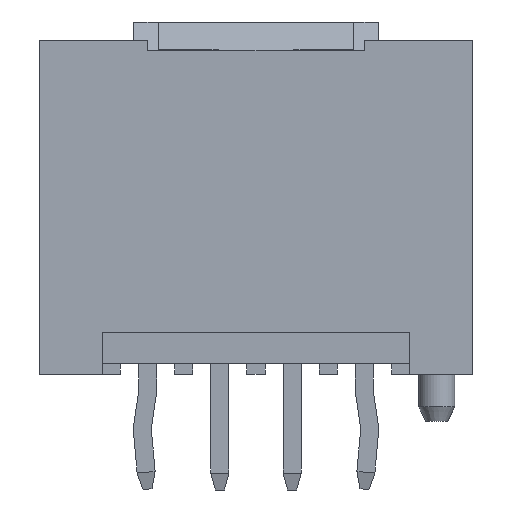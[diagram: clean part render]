
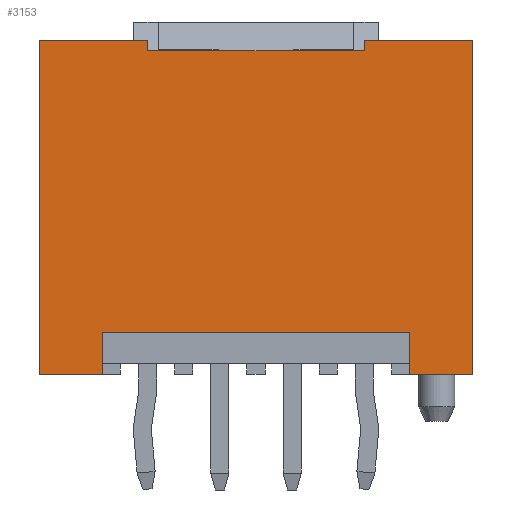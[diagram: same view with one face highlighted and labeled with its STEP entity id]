
A CAD part, front view. The second image highlights one B-rep face of the part: STEP entity #3153.
In plain terms, the highlighted planar face has unit normal (0, -1, 0).
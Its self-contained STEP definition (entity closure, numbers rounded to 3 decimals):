
#33=DIRECTION('',(0.,0.,-1.));
#34=VECTOR('',#33,9.25);
#35=CARTESIAN_POINT('',(-6.,-2.9,9.25));
#36=LINE('',#35,#34);
#261=DIRECTION('',(1.,0.,0.));
#262=VECTOR('',#261,6.);
#263=CARTESIAN_POINT('',(-3.,-2.9,8.95));
#264=LINE('',#263,#262);
#265=DIRECTION('',(0.,0.,-1.));
#266=VECTOR('',#265,0.3);
#267=CARTESIAN_POINT('',(3.,-2.9,9.25));
#268=LINE('',#267,#266);
#269=DIRECTION('',(1.,0.,0.));
#270=VECTOR('',#269,3.);
#271=CARTESIAN_POINT('',(3.,-2.9,9.25));
#272=LINE('',#271,#270);
#273=DIRECTION('',(0.,0.,-1.));
#274=VECTOR('',#273,1.15);
#275=CARTESIAN_POINT('',(4.25,-2.9,1.15));
#276=LINE('',#275,#274);
#277=DIRECTION('',(1.,0.,0.));
#278=VECTOR('',#277,8.5);
#279=CARTESIAN_POINT('',(-4.25,-2.9,1.15));
#280=LINE('',#279,#278);
#281=DIRECTION('',(0.,0.,-1.));
#282=VECTOR('',#281,1.15);
#283=CARTESIAN_POINT('',(-4.25,-2.9,1.15));
#284=LINE('',#283,#282);
#285=DIRECTION('',(1.,0.,0.));
#286=VECTOR('',#285,3.);
#287=CARTESIAN_POINT('',(-6.,-2.9,9.25));
#288=LINE('',#287,#286);
#289=DIRECTION('',(0.,0.,-1.));
#290=VECTOR('',#289,0.3);
#291=CARTESIAN_POINT('',(-3.,-2.9,9.25));
#292=LINE('',#291,#290);
#1070=DIRECTION('',(1.,0.,0.));
#1071=VECTOR('',#1070,1.75);
#1072=CARTESIAN_POINT('',(-6.,-2.9,0.));
#1073=LINE('',#1072,#1071);
#1078=DIRECTION('',(1.,0.,0.));
#1079=VECTOR('',#1078,1.75);
#1080=CARTESIAN_POINT('',(4.25,-2.9,0.));
#1081=LINE('',#1080,#1079);
#1168=DIRECTION('',(0.,0.,-1.));
#1169=VECTOR('',#1168,9.25);
#1170=CARTESIAN_POINT('',(6.,-2.9,9.25));
#1171=LINE('',#1170,#1169);
#2193=CARTESIAN_POINT('',(-6.,-2.9,9.25));
#2194=VERTEX_POINT('',#2193);
#2195=CARTESIAN_POINT('',(-6.,-2.9,0.));
#2196=VERTEX_POINT('',#2195);
#2209=CARTESIAN_POINT('',(6.,-2.9,9.25));
#2210=VERTEX_POINT('',#2209);
#2211=CARTESIAN_POINT('',(6.,-2.9,0.));
#2212=VERTEX_POINT('',#2211);
#2267=CARTESIAN_POINT('',(-4.25,-2.9,1.15));
#2268=CARTESIAN_POINT('',(-4.25,-2.9,0.));
#2269=VERTEX_POINT('',#2267);
#2270=VERTEX_POINT('',#2268);
#2271=CARTESIAN_POINT('',(4.25,-2.9,1.15));
#2272=CARTESIAN_POINT('',(4.25,-2.9,0.));
#2273=VERTEX_POINT('',#2271);
#2274=VERTEX_POINT('',#2272);
#2527=CARTESIAN_POINT('',(-3.,-2.9,8.95));
#2528=CARTESIAN_POINT('',(3.,-2.9,8.95));
#2529=VERTEX_POINT('',#2527);
#2530=VERTEX_POINT('',#2528);
#2531=CARTESIAN_POINT('',(3.,-2.9,9.25));
#2532=VERTEX_POINT('',#2531);
#2533=CARTESIAN_POINT('',(-3.,-2.9,9.25));
#2534=VERTEX_POINT('',#2533);
#3124=CARTESIAN_POINT('',(-6.,-2.9,9.25));
#3125=DIRECTION('',(0.,-1.,0.));
#3126=DIRECTION('',(0.,0.,-1.));
#3127=AXIS2_PLACEMENT_3D('',#3124,#3125,#3126);
#3128=PLANE('',#3127);
#3130=ORIENTED_EDGE('',*,*,#3129,.T.);
#3132=ORIENTED_EDGE('',*,*,#3131,.F.);
#3134=ORIENTED_EDGE('',*,*,#3133,.T.);
#3136=ORIENTED_EDGE('',*,*,#3135,.T.);
#3138=ORIENTED_EDGE('',*,*,#3137,.F.);
#3139=ORIENTED_EDGE('',*,*,#3093,.F.);
#3141=ORIENTED_EDGE('',*,*,#3140,.F.);
#3143=ORIENTED_EDGE('',*,*,#3142,.T.);
#3145=ORIENTED_EDGE('',*,*,#3144,.F.);
#3146=ORIENTED_EDGE('',*,*,#2904,.F.);
#3148=ORIENTED_EDGE('',*,*,#3147,.T.);
#3150=ORIENTED_EDGE('',*,*,#3149,.T.);
#3151=EDGE_LOOP('',(#3130,#3132,#3134,#3136,#3138,#3139,#3141,#3143,#3145,#3146,
#3148,#3150));
#3152=FACE_OUTER_BOUND('',#3151,.F.);
#3153=ADVANCED_FACE('',(#3152),#3128,.T.);
#2904=EDGE_CURVE('',#2194,#2196,#36,.T.);
#3093=EDGE_CURVE('',#2273,#2274,#276,.T.);
#3129=EDGE_CURVE('',#2529,#2530,#264,.T.);
#3131=EDGE_CURVE('',#2532,#2530,#268,.T.);
#3133=EDGE_CURVE('',#2532,#2210,#272,.T.);
#3135=EDGE_CURVE('',#2210,#2212,#1171,.T.);
#3137=EDGE_CURVE('',#2274,#2212,#1081,.T.);
#3140=EDGE_CURVE('',#2269,#2273,#280,.T.);
#3142=EDGE_CURVE('',#2269,#2270,#284,.T.);
#3144=EDGE_CURVE('',#2196,#2270,#1073,.T.);
#3147=EDGE_CURVE('',#2194,#2534,#288,.T.);
#3149=EDGE_CURVE('',#2534,#2529,#292,.T.);
